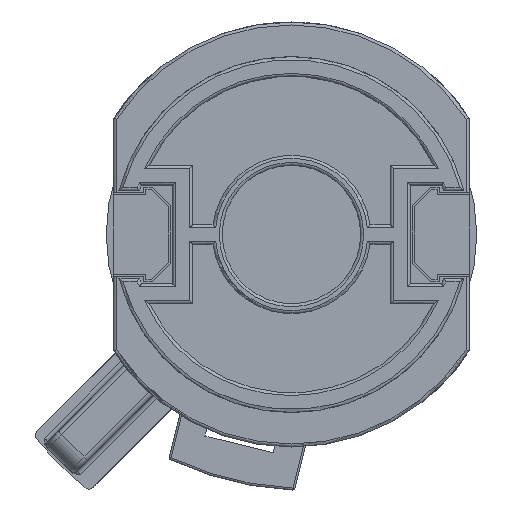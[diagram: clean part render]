
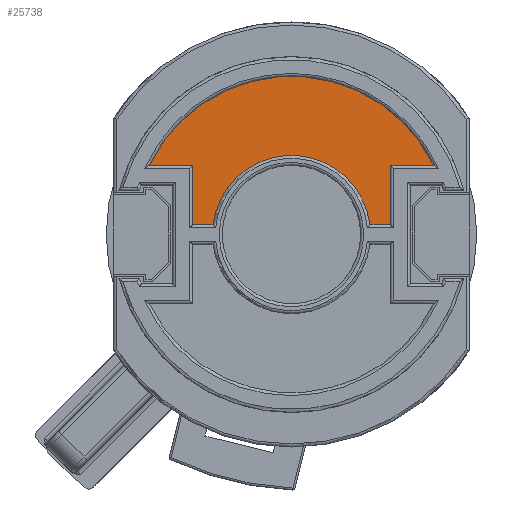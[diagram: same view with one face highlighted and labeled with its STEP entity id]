
A CAD part, front view. The second image highlights one B-rep face of the part: STEP entity #25738.
In plain terms, the highlighted face is planar.
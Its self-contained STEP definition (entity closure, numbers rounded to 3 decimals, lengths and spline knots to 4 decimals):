
#2757=LINE('',#93327,#4424);
#2760=LINE('',#93332,#4427);
#2763=LINE('',#93340,#4430);
#2803=LINE('',#93708,#4470);
#2806=LINE('',#93716,#4473);
#2808=LINE('',#93719,#4475);
#4424=VECTOR('',#34903,0.2362);
#4427=VECTOR('',#34908,0.1727);
#4430=VECTOR('',#34917,0.1727);
#4470=VECTOR('',#35075,0.0812);
#4473=VECTOR('',#35084,0.0812);
#4475=VECTOR('',#35088,0.2362);
#6581=FACE_OUTER_BOUND('',#8084,.T.);
#8084=EDGE_LOOP('',(#22516,#22517,#22518,#22519,#22520,#22521,#22522,#22523));
#9335=CIRCLE('',#28582,0.6299);
#9346=CIRCLE('',#28644,0.315);
#11658=VERTEX_POINT('',#93324);
#11659=VERTEX_POINT('',#93326);
#11660=VERTEX_POINT('',#93330);
#11661=VERTEX_POINT('',#93334);
#11662=VERTEX_POINT('',#93338);
#11695=VERTEX_POINT('',#93707);
#11696=VERTEX_POINT('',#93711);
#11697=VERTEX_POINT('',#93715);
#15263=EDGE_CURVE('',#11659,#11658,#2757,.T.);
#15266=EDGE_CURVE('',#11658,#11660,#2760,.T.);
#15268=EDGE_CURVE('',#11660,#11661,#9335,.T.);
#15270=EDGE_CURVE('',#11661,#11662,#2763,.T.);
#15344=EDGE_CURVE('',#11695,#11659,#2803,.T.);
#15346=EDGE_CURVE('',#11696,#11695,#9346,.T.);
#15348=EDGE_CURVE('',#11697,#11696,#2806,.T.);
#15350=EDGE_CURVE('',#11662,#11697,#2808,.T.);
#22516=ORIENTED_EDGE('',*,*,#15270,.T.);
#22517=ORIENTED_EDGE('',*,*,#15350,.T.);
#22518=ORIENTED_EDGE('',*,*,#15348,.T.);
#22519=ORIENTED_EDGE('',*,*,#15346,.T.);
#22520=ORIENTED_EDGE('',*,*,#15344,.T.);
#22521=ORIENTED_EDGE('',*,*,#15263,.T.);
#22522=ORIENTED_EDGE('',*,*,#15266,.T.);
#22523=ORIENTED_EDGE('',*,*,#15268,.T.);
#23995=PLANE('',#28656);
#25738=ADVANCED_FACE('',(#6581),#23995,.F.);
#28582=AXIS2_PLACEMENT_3D('',#93336,#34912,#34913);
#28644=AXIS2_PLACEMENT_3D('',#93712,#35079,#35080);
#28656=AXIS2_PLACEMENT_3D('',#93736,#35114,#35115);
#34903=DIRECTION('',(0.,1.,0.));
#34908=DIRECTION('',(-1.,0.,0.));
#34912=DIRECTION('center_axis',(0.,0.,-1.));
#34913=DIRECTION('ref_axis',(-0.899,0.438,0.));
#34917=DIRECTION('',(-1.,0.,0.));
#35075=DIRECTION('',(-1.,0.,0.));
#35079=DIRECTION('center_axis',(0.,0.,1.));
#35080=DIRECTION('ref_axis',(0.992,-0.125,0.));
#35084=DIRECTION('',(-1.,0.,0.));
#35088=DIRECTION('',(0.,-1.,0.));
#35114=DIRECTION('center_axis',(0.,0.,1.));
#35115=DIRECTION('ref_axis',(1.,0.,0.));
#93324=CARTESIAN_POINT('',(-0.3937,0.2756,0.));
#93326=CARTESIAN_POINT('',(-0.3937,0.0394,0.));
#93327=CARTESIAN_POINT('',(-0.3937,0.0394,0.));
#93330=CARTESIAN_POINT('',(-0.5664,0.2756,0.));
#93332=CARTESIAN_POINT('',(-0.3937,0.2756,0.));
#93334=CARTESIAN_POINT('',(0.5664,0.2756,0.));
#93336=CARTESIAN_POINT('Origin',(0.,0.,0.));
#93338=CARTESIAN_POINT('',(0.3937,0.2756,0.));
#93340=CARTESIAN_POINT('',(0.5664,0.2756,0.));
#93707=CARTESIAN_POINT('',(-0.3125,0.0394,0.));
#93708=CARTESIAN_POINT('',(-0.3125,0.0394,0.));
#93711=CARTESIAN_POINT('',(0.3125,0.0394,0.));
#93712=CARTESIAN_POINT('Origin',(0.,0.,0.));
#93715=CARTESIAN_POINT('',(0.3937,0.0394,0.));
#93716=CARTESIAN_POINT('',(0.3937,0.0394,0.));
#93719=CARTESIAN_POINT('',(0.3937,0.2756,0.));
#93736=CARTESIAN_POINT('Origin',(0.,0.,
0.));
